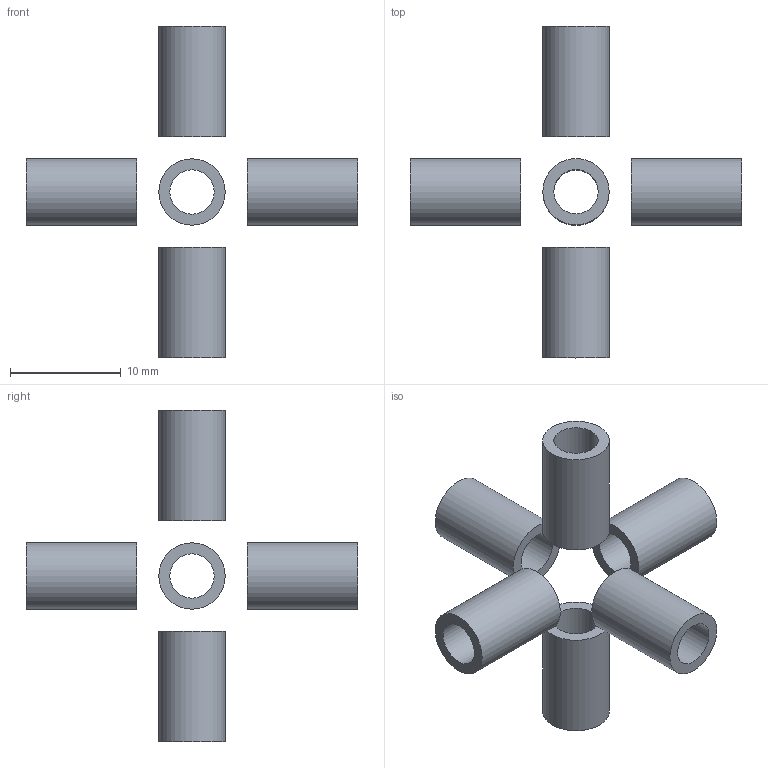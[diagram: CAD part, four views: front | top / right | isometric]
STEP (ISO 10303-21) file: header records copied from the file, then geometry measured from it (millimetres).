
FILE_DESCRIPTION(('FreeCAD Model'),'2;1');
FILE_NAME('Open CASCADE Shape Model','2025-02-24T08:37:52',(''),(''), 'Open CASCADE STEP processor 7.7','FreeCAD','Unknown');
FILE_SCHEMA(('AUTOMOTIVE_DESIGN { 1 0 10303 214 1 1 1 1 }'));
Length unit declared in the file: millimetre
Products named in the file (13): start_verteiler; Face; Face003; Face006; Face009; Face011; Face014; Offset; Offset001; Offset002; Offset003; Offset004; Offset005
Assembly tree (12 placements, depth 2):
  start_verteiler
    Face
    Face003
    Face006
    Face009
    Face011
    Face014
    Offset
    Offset001
    Offset002
    Offset003
    Offset004
    Offset005
Bounding box: 30 x 30 x 30 mm (x, y, z)
Volume: 942.5 mm3; surface area: 2827.4 mm2
Topology: 6 solids, 12 shells, 30 faces, 66 edges, 36 vertices
Faces by surface type: cylinder 18, bspline 12
Full cylindrical faces by diameter (mm): 4 x12, 6 x6
Entity records: 1452 total; most frequent: CARTESIAN_POINT 481, DIRECTION 152, ORIENTED_EDGE 120, AXIS2_PLACEMENT_3D 67, EDGE_CURVE 66, VERTEX_POINT 36, CIRCLE 36, ADVANCED_FACE 30
